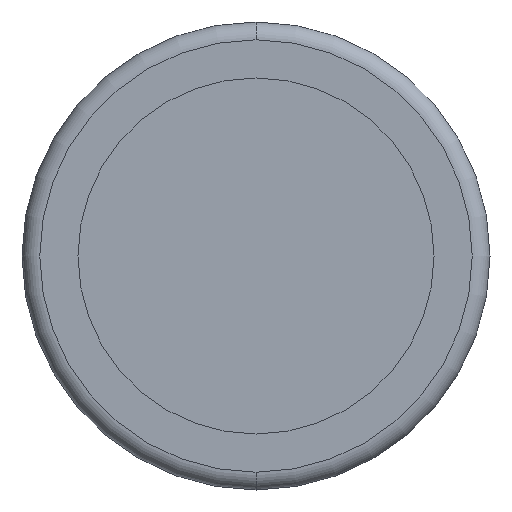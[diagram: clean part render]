
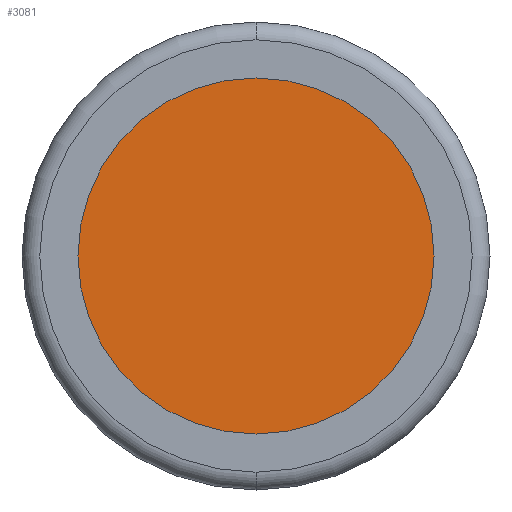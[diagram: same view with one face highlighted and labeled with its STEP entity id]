
A CAD part, front view. The second image highlights one B-rep face of the part: STEP entity #3081.
In plain terms, the highlighted planar face has unit normal (0, -1, 0).
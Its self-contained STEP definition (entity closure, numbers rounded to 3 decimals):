
#81 = DIRECTION ( 'NONE',  ( 0., 0., -1. ) ) ;
#100 = FACE_OUTER_BOUND ( 'NONE', #3085, .T. ) ;
#177 = DIRECTION ( 'NONE',  ( 0., 0., -1. ) ) ;
#451 = ORIENTED_EDGE ( 'NONE', *, *, #2240, .T. ) ;
#474 = CIRCLE ( 'NONE', #520, 8.5 ) ;
#520 = AXIS2_PLACEMENT_3D ( 'NONE', #2553, #1294, #1782 ) ;
#960 = AXIS2_PLACEMENT_3D ( 'NONE', #2779, #2053, #81 ) ;
#977 = AXIS2_PLACEMENT_3D ( 'NONE', #1817, #3032, #177 ) ;
#1128 = ORIENTED_EDGE ( 'NONE', *, *, #1203, .T. ) ;
#1203 = EDGE_CURVE ( 'NONE', #2387, #1333, #1590, .T. ) ;
#1294 = DIRECTION ( 'NONE',  ( 0., -1., 0. ) ) ;
#1333 = VERTEX_POINT ( 'NONE', #1669 ) ;
#1590 = CIRCLE ( 'NONE', #977, 8.5 ) ;
#1669 = CARTESIAN_POINT ( 'NONE',  ( 0., 0., 8.5 ) ) ;
#1782 = DIRECTION ( 'NONE',  ( 0., 0., -1. ) ) ;
#1817 = CARTESIAN_POINT ( 'NONE',  ( 0., 0., 0. ) ) ;
#2053 = DIRECTION ( 'NONE',  ( 0., -1., 0. ) ) ;
#2240 = EDGE_CURVE ( 'NONE', #1333, #2387, #474, .T. ) ;
#2272 = PLANE ( 'NONE',  #960 ) ;
#2387 = VERTEX_POINT ( 'NONE', #2631 ) ;
#2553 = CARTESIAN_POINT ( 'NONE',  ( 0., 0., 0. ) ) ;
#2631 = CARTESIAN_POINT ( 'NONE',  ( 0., 0., -8.5 ) ) ;
#2779 = CARTESIAN_POINT ( 'NONE',  ( 0., 0., 0. ) ) ;
#3032 = DIRECTION ( 'NONE',  ( 0., -1., 0. ) ) ;
#3081 = ADVANCED_FACE ( 'NONE', ( #100 ), #2272, .T. ) ;
#3085 = EDGE_LOOP ( 'NONE', ( #1128, #451 ) ) ;
